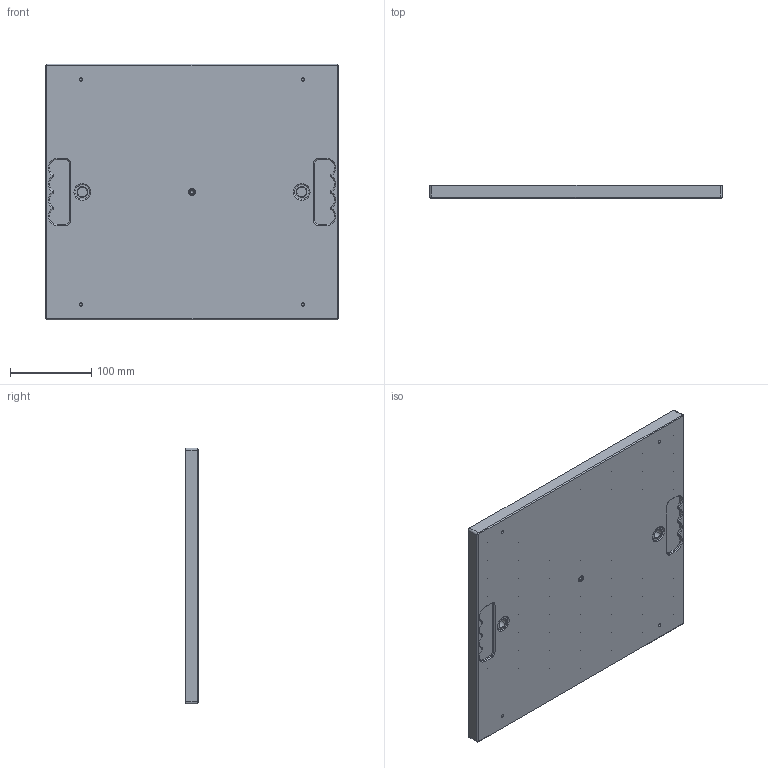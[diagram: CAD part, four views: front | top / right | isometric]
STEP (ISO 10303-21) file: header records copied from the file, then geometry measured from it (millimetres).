
FILE_DESCRIPTION (( 'STEP AP203' ), '1' );
FILE_NAME ('45150.STEP', '2021-05-17T13:35:40', ( '' ), ( '' ), 'SwSTEP 2.0', 'SolidWorks 2021', '' );
FILE_SCHEMA (( 'CONFIG_CONTROL_DESIGN' ));
Length unit declared in the file: inch
Products named in the file (4): M812MM SSS_M812MM SSS; 450701_450701; 45150; 451501_451501_Bare
Assembly tree (4 placements, depth 2):
  45150
    451501_451501_Bare
    450701_450701  x2
    M812MM SSS_M812MM SSS
Bounding box: 360 x 15.98 x 315 mm (x, y, z)
Volume: 1647449.1 mm3; surface area: 332476.2 mm2
Topology: 4 solids, 4 shells, 2291 faces, 5792 edges, 3526 vertices
Faces by surface type: cylinder 902, plane 785, cone 595, torus 6, bspline 3
Entity records: 68450 total; most frequent: CARTESIAN_POINT 13084, DIRECTION 12099, ORIENTED_EDGE 10980, EDGE_CURVE 5490, AXIS2_PLACEMENT_3D 4391, VERTEX_POINT 3508, LINE 3317, VECTOR 3317
